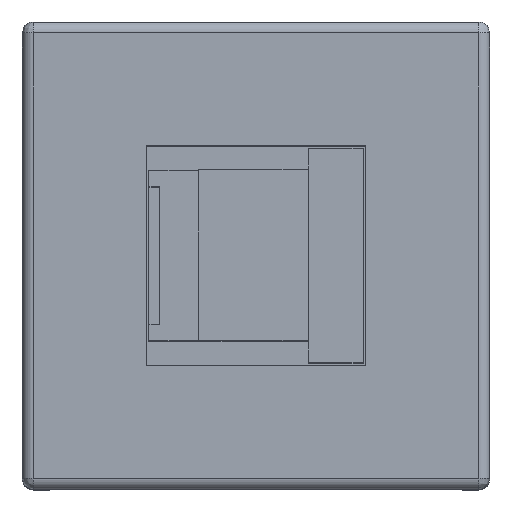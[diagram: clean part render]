
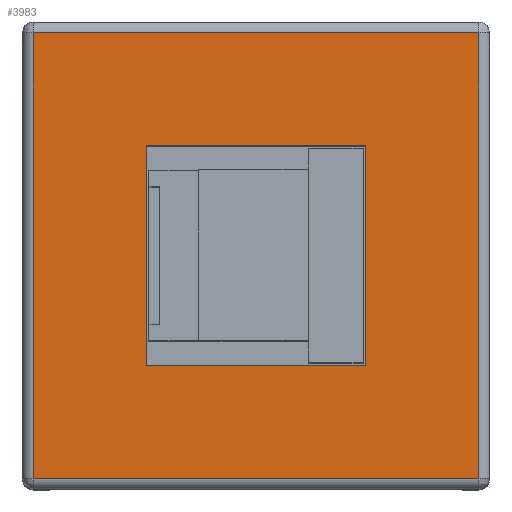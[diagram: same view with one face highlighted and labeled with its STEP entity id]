
A CAD part, top view. The second image highlights one B-rep face of the part: STEP entity #3983.
In plain terms, the highlighted planar face has unit normal (0, 0, 1).
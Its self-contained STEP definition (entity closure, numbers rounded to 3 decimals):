
#3759 = VERTEX_POINT('',#3760);
#3760 = CARTESIAN_POINT('',(-4.05,-4.05,8.5));
#3767 = EDGE_CURVE('',#3759,#3768,#3770,.T.);
#3768 = VERTEX_POINT('',#3769);
#3769 = CARTESIAN_POINT('',(-4.05,4.05,8.5));
#3770 = LINE('',#3771,#3772);
#3771 = CARTESIAN_POINT('',(-4.05,0.,8.5));
#3772 = VECTOR('',#3773,1.);
#3773 = DIRECTION('',(0.,1.,0.));
#3817 = VERTEX_POINT('',#3818);
#3818 = CARTESIAN_POINT('',(4.05,-4.05,8.5));
#3827 = VERTEX_POINT('',#3828);
#3828 = CARTESIAN_POINT('',(4.05,4.05,8.5));
#3835 = EDGE_CURVE('',#3827,#3817,#3836,.T.);
#3836 = LINE('',#3837,#3838);
#3837 = CARTESIAN_POINT('',(4.05,0.,8.5));
#3838 = VECTOR('',#3839,1.);
#3839 = DIRECTION('',(0.,-1.,-0.));
#3983 = ADVANCED_FACE('',(#3984,#4018),#4034,.F.);
#3984 = FACE_BOUND('',#3985,.T.);
#3985 = EDGE_LOOP('',(#3986,#3996,#4004,#4012));
#3986 = ORIENTED_EDGE('',*,*,#3987,.F.);
#3987 = EDGE_CURVE('',#3988,#3990,#3992,.T.);
#3988 = VERTEX_POINT('',#3989);
#3989 = CARTESIAN_POINT('',(-2.,2.,8.5));
#3990 = VERTEX_POINT('',#3991);
#3991 = CARTESIAN_POINT('',(-2.,-2.,8.5));
#3992 = LINE('',#3993,#3994);
#3993 = CARTESIAN_POINT('',(-2.,0.,8.5));
#3994 = VECTOR('',#3995,1.);
#3995 = DIRECTION('',(0.,-1.,-0.));
#3996 = ORIENTED_EDGE('',*,*,#3997,.F.);
#3997 = EDGE_CURVE('',#3998,#3988,#4000,.T.);
#3998 = VERTEX_POINT('',#3999);
#3999 = CARTESIAN_POINT('',(2.,2.,8.5));
#4000 = LINE('',#4001,#4002);
#4001 = CARTESIAN_POINT('',(0.,2.,8.5));
#4002 = VECTOR('',#4003,1.);
#4003 = DIRECTION('',(-1.,0.,0.));
#4004 = ORIENTED_EDGE('',*,*,#4005,.F.);
#4005 = EDGE_CURVE('',#4006,#3998,#4008,.T.);
#4006 = VERTEX_POINT('',#4007);
#4007 = CARTESIAN_POINT('',(2.,-2.,8.5));
#4008 = LINE('',#4009,#4010);
#4009 = CARTESIAN_POINT('',(2.,0.,8.5));
#4010 = VECTOR('',#4011,1.);
#4011 = DIRECTION('',(0.,1.,0.));
#4012 = ORIENTED_EDGE('',*,*,#4013,.F.);
#4013 = EDGE_CURVE('',#3990,#4006,#4014,.T.);
#4014 = LINE('',#4015,#4016);
#4015 = CARTESIAN_POINT('',(0.,-2.,8.5));
#4016 = VECTOR('',#4017,1.);
#4017 = DIRECTION('',(1.,0.,0.));
#4018 = FACE_BOUND('',#4019,.T.);
#4019 = EDGE_LOOP('',(#4020,#4026,#4027,#4033));
#4020 = ORIENTED_EDGE('',*,*,#4021,.F.);
#4021 = EDGE_CURVE('',#3817,#3759,#4022,.T.);
#4022 = LINE('',#4023,#4024);
#4023 = CARTESIAN_POINT('',(0.,-4.05,8.5));
#4024 = VECTOR('',#4025,1.);
#4025 = DIRECTION('',(-1.,0.,0.));
#4026 = ORIENTED_EDGE('',*,*,#3835,.F.);
#4027 = ORIENTED_EDGE('',*,*,#4028,.F.);
#4028 = EDGE_CURVE('',#3768,#3827,#4029,.T.);
#4029 = LINE('',#4030,#4031);
#4030 = CARTESIAN_POINT('',(0.,4.05,8.5));
#4031 = VECTOR('',#4032,1.);
#4032 = DIRECTION('',(1.,0.,0.));
#4033 = ORIENTED_EDGE('',*,*,#3767,.F.);
#4034 = PLANE('',#4035);
#4035 = AXIS2_PLACEMENT_3D('',#4036,#4037,#4038);
#4036 = CARTESIAN_POINT('',(0.,0.,8.5));
#4037 = DIRECTION('',(0.,0.,-1.));
#4038 = DIRECTION('',(-1.,0.,0.));
